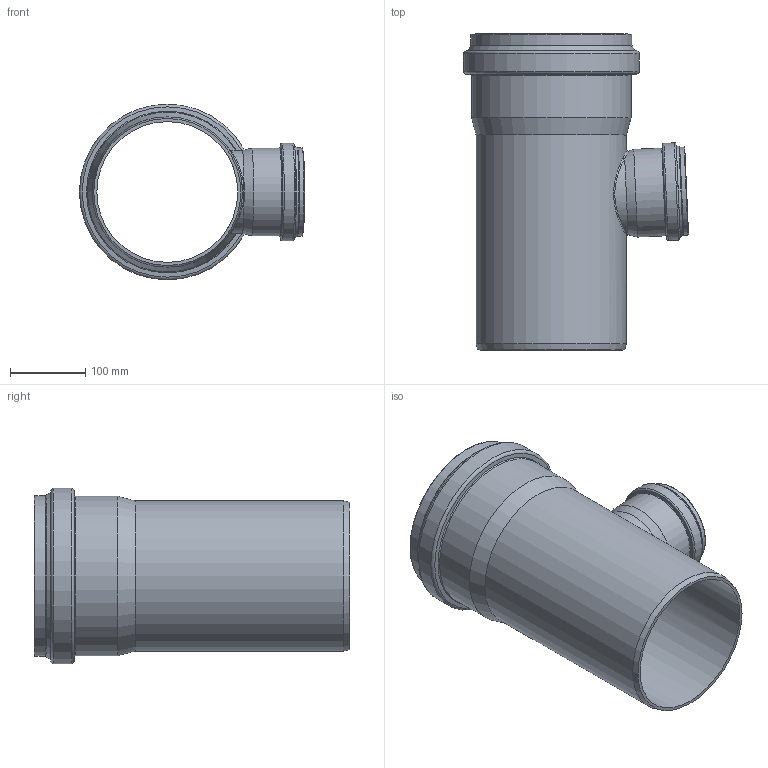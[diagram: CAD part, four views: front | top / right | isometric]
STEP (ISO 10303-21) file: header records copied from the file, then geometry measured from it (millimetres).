
FILE_DESCRIPTION(/* description */ (''),/* implementation_level */ '2;1');
FILE_NAME(/* name */ 'Abzweiger Skolan safe DN200x110x87,5°.stp',/* time_stamp */ '2020-05-03T21:56:32+02:00',/* author */ ('corinna'),/* organization */ (''),/* preprocessor_version */ 'ST-DEVELOPER v18',/* originating_system */ 'Autodesk Inventor 2020',/* authorisation */ '');
FILE_SCHEMA (('AUTOMOTIVE_DESIGN { 1 0 10303 214 3 1 1 }'));
Length unit declared in the file: millimetre
Products named in the file (1): Abzweiger Skolan safe DN200x110x87,5°
Bounding box: 299.95 x 421 x 234.2 mm (x, y, z)
Volume: 1729348.8 mm3; surface area: 607451.2 mm2
Topology: 1 solids, 1 shells, 72 faces, 265 edges, 195 vertices
Faces by surface type: torus 29, cone 19, cylinder 18, plane 4, bspline 2
Full cylindrical faces by diameter (mm): 103.5 x1, 110.8 x1, 111.1 x1, 111.2 x1, 117 x1, 117.4 x1, 123.4 x1, 129.6 x1, 187.7 x1, 200.3 x1, 201.5 x1, 201.8 x1, 202.7 x1, 212.7 x1, 214.5 x1, 223 x1, 234.2 x1
Entity records: 3710 total; most frequent: CARTESIAN_POINT 1183, DIRECTION 608, ORIENTED_EDGE 530, AXIS2_PLACEMENT_3D 285, EDGE_CURVE 265, CIRCLE 214, VERTEX_POINT 195, EDGE_LOOP 76
